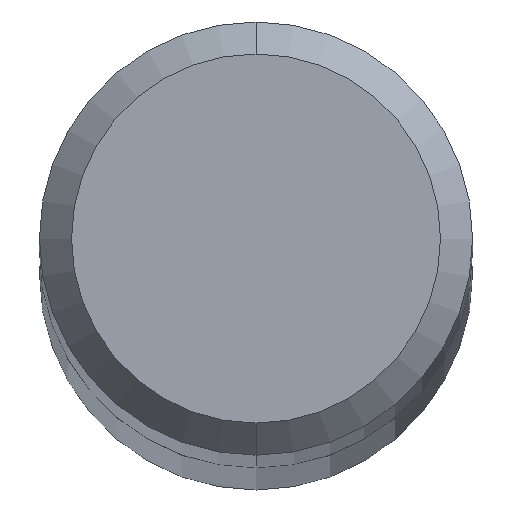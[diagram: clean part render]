
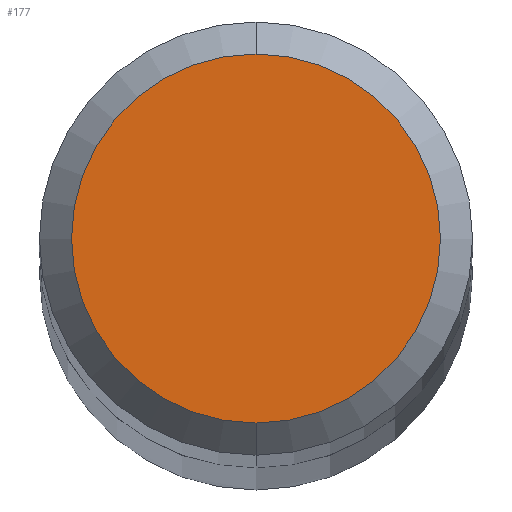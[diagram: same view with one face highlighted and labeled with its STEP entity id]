
A CAD part, top view. The second image highlights one B-rep face of the part: STEP entity #177.
In plain terms, the highlighted planar face has unit normal (0, 0, 1).
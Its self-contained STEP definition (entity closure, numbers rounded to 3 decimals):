
#177=ADVANCED_FACE('',(#437),#438,.T.);
#203=VERTEX_POINT('',#466);
#229=EDGE_CURVE('',#335,#203,#497,.T.);
#335=VERTEX_POINT('',#614);
#375=EDGE_CURVE('',#203,#335,#656,.T.);
#437=FACE_OUTER_BOUND('',#765,.T.);
#438=PLANE('',#766);
#466=CARTESIAN_POINT('',(0.,-2.3,88.0));
#497=CIRCLE('',#881,2.3);
#614=CARTESIAN_POINT('',(0.0,2.3,88.0));
#656=CIRCLE('',#1247,2.3);
#765=EDGE_LOOP('',(#1295,#1296));
#766=AXIS2_PLACEMENT_3D('',#1297,#1298,#1299);
#881=AXIS2_PLACEMENT_3D('',#1370,#1371,#1372);
#1247=AXIS2_PLACEMENT_3D('',#1533,#1534,#1535);
#1295=ORIENTED_EDGE('',*,*,#229,.F.);
#1296=ORIENTED_EDGE('',*,*,#375,.F.);
#1297=CARTESIAN_POINT('',(0.0,1.15,88.0));
#1298=DIRECTION('',(0.0,0.0,1.0));
#1299=DIRECTION('',(0.0,-1.0,0.0));
#1370=CARTESIAN_POINT('',(0.0,0.0,88.0));
#1371=DIRECTION('',(0.0,0.0,-1.0));
#1372=DIRECTION('',(0.0,1.0,0.0));
#1533=CARTESIAN_POINT('',(0.0,0.0,88.0));
#1534=DIRECTION('',(0.0,0.0,-1.0));
#1535=DIRECTION('',(0.0,1.0,0.0));
